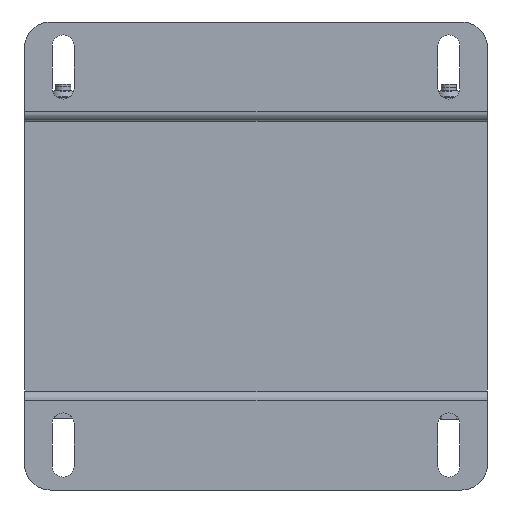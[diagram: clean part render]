
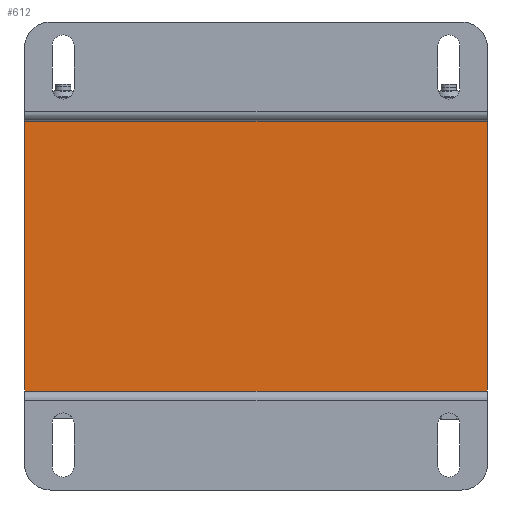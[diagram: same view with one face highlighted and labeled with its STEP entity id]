
A CAD part, front view. The second image highlights one B-rep face of the part: STEP entity #612.
In plain terms, the highlighted planar face has unit normal (0, -1, 0).
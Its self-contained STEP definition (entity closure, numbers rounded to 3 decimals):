
#45=DIRECTION('',(1.,0.,0.));
#46=VECTOR('',#45,180.);
#47=CARTESIAN_POINT('',(-90.,-75.,-52.5));
#48=LINE('',#47,#46);
#149=DIRECTION('',(1.,0.,0.));
#150=VECTOR('',#149,180.);
#151=CARTESIAN_POINT('',(-90.,-75.,52.5));
#152=LINE('',#151,#150);
#217=DIRECTION('',(0.,0.,1.));
#218=VECTOR('',#217,105.);
#219=CARTESIAN_POINT('',(90.,-75.,-52.5));
#220=LINE('',#219,#218);
#221=DIRECTION('',(0.,0.,1.));
#222=VECTOR('',#221,105.);
#223=CARTESIAN_POINT('',(-90.,-75.,-52.5));
#224=LINE('',#223,#222);
#274=CARTESIAN_POINT('',(-90.,-75.,-52.5));
#276=VERTEX_POINT('',#274);
#277=CARTESIAN_POINT('',(90.,-75.,-52.5));
#278=VERTEX_POINT('',#277);
#314=CARTESIAN_POINT('',(-90.,-75.,52.5));
#316=VERTEX_POINT('',#314);
#317=CARTESIAN_POINT('',(90.,-75.,52.5));
#318=VERTEX_POINT('',#317);
#601=CARTESIAN_POINT('',(-90.,-75.,-52.5));
#602=DIRECTION('',(0.,-1.,0.));
#603=DIRECTION('',(1.,0.,0.));
#604=AXIS2_PLACEMENT_3D('',#601,#602,#603);
#605=PLANE('',#604);
#606=ORIENTED_EDGE('',*,*,#344,.F.);
#607=ORIENTED_EDGE('',*,*,#570,.T.);
#608=ORIENTED_EDGE('',*,*,#436,.T.);
#609=ORIENTED_EDGE('',*,*,#594,.F.);
#610=EDGE_LOOP('',(#606,#607,#608,#609));
#611=FACE_OUTER_BOUND('',#610,.F.);
#344=EDGE_CURVE('',#276,#278,#48,.T.);
#436=EDGE_CURVE('',#316,#318,#152,.T.);
#570=EDGE_CURVE('',#276,#316,#224,.T.);
#594=EDGE_CURVE('',#278,#318,#220,.T.);
#612=ADVANCED_FACE('',(#611),#605,.T.);
